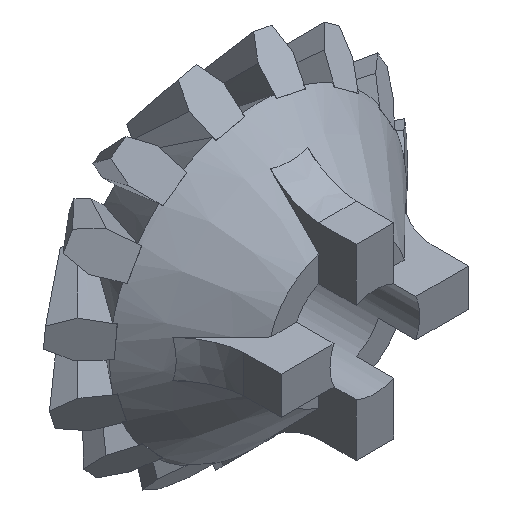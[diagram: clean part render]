
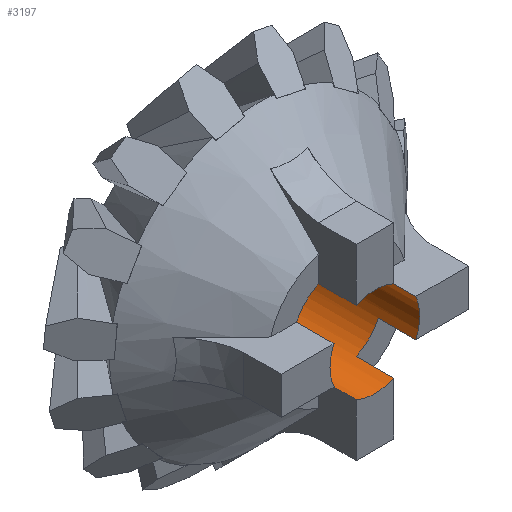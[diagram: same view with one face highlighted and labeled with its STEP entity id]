
A CAD part, isometric view. The second image highlights one B-rep face of the part: STEP entity #3197.
In plain terms, the highlighted cylindrical face has radius 6 mm (diameter 12 mm), a full revolution.
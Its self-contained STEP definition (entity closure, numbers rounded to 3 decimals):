
#172=CYLINDRICAL_SURFACE('',#3414,6.);
#231=CIRCLE('',#3415,6.);
#232=CIRCLE('',#3416,6.);
#233=CIRCLE('',#3417,6.);
#234=CIRCLE('',#3418,6.);
#235=CIRCLE('',#3419,6.);
#236=CIRCLE('',#3420,6.);
#237=CIRCLE('',#3421,6.);
#238=CIRCLE('',#3422,6.);
#239=CIRCLE('',#3423,6.);
#240=CIRCLE('',#3424,6.);
#280=FACE_OUTER_BOUND('',#458,.T.);
#458=EDGE_LOOP('',(#2268,#2269,#2270,#2271,#2272,#2273,#2274,#2275,#2276,
#2277,#2278,#2279,#2280,#2281,#2282,#2283,#2284,#2285,#2286,#2287));
#637=LINE('',#5025,#950);
#638=LINE('',#5029,#951);
#639=LINE('',#5033,#952);
#640=LINE('',#5037,#953);
#641=LINE('',#5041,#954);
#642=LINE('',#5045,#955);
#643=LINE('',#5049,#956);
#644=LINE('',#5053,#957);
#645=LINE('',#5057,#958);
#950=VECTOR('',#3667,6.);
#951=VECTOR('',#3670,10.);
#952=VECTOR('',#3673,10.);
#953=VECTOR('',#3676,10.);
#954=VECTOR('',#3679,10.);
#955=VECTOR('',#3682,10.);
#956=VECTOR('',#3685,10.);
#957=VECTOR('',#3688,10.);
#958=VECTOR('',#3691,10.);
#1432=VERTEX_POINT('',#5022);
#1433=VERTEX_POINT('',#5024);
#1434=VERTEX_POINT('',#5026);
#1435=VERTEX_POINT('',#5028);
#1436=VERTEX_POINT('',#5030);
#1437=VERTEX_POINT('',#5032);
#1438=VERTEX_POINT('',#5034);
#1439=VERTEX_POINT('',#5036);
#1440=VERTEX_POINT('',#5038);
#1441=VERTEX_POINT('',#5040);
#1442=VERTEX_POINT('',#5042);
#1443=VERTEX_POINT('',#5044);
#1444=VERTEX_POINT('',#5046);
#1445=VERTEX_POINT('',#5048);
#1446=VERTEX_POINT('',#5050);
#1447=VERTEX_POINT('',#5052);
#1448=VERTEX_POINT('',#5054);
#1449=VERTEX_POINT('',#5056);
#1761=EDGE_CURVE('',#1432,#1432,#231,.T.);
#1762=EDGE_CURVE('',#1432,#1433,#637,.T.);
#1763=EDGE_CURVE('',#1434,#1433,#232,.T.);
#1764=EDGE_CURVE('',#1435,#1434,#638,.T.);
#1765=EDGE_CURVE('',#1436,#1435,#233,.T.);
#1766=EDGE_CURVE('',#1437,#1436,#639,.T.);
#1767=EDGE_CURVE('',#1438,#1437,#234,.T.);
#1768=EDGE_CURVE('',#1439,#1438,#640,.T.);
#1769=EDGE_CURVE('',#1440,#1439,#235,.T.);
#1770=EDGE_CURVE('',#1441,#1440,#641,.T.);
#1771=EDGE_CURVE('',#1442,#1441,#236,.T.);
#1772=EDGE_CURVE('',#1443,#1442,#642,.T.);
#1773=EDGE_CURVE('',#1444,#1443,#237,.T.);
#1774=EDGE_CURVE('',#1445,#1444,#643,.T.);
#1775=EDGE_CURVE('',#1446,#1445,#238,.T.);
#1776=EDGE_CURVE('',#1447,#1446,#644,.T.);
#1777=EDGE_CURVE('',#1448,#1447,#239,.T.);
#1778=EDGE_CURVE('',#1449,#1448,#645,.T.);
#1779=EDGE_CURVE('',#1433,#1449,#240,.T.);
#2268=ORIENTED_EDGE('',*,*,#1761,.F.);
#2269=ORIENTED_EDGE('',*,*,#1762,.T.);
#2270=ORIENTED_EDGE('',*,*,#1763,.F.);
#2271=ORIENTED_EDGE('',*,*,#1764,.F.);
#2272=ORIENTED_EDGE('',*,*,#1765,.F.);
#2273=ORIENTED_EDGE('',*,*,#1766,.F.);
#2274=ORIENTED_EDGE('',*,*,#1767,.F.);
#2275=ORIENTED_EDGE('',*,*,#1768,.F.);
#2276=ORIENTED_EDGE('',*,*,#1769,.F.);
#2277=ORIENTED_EDGE('',*,*,#1770,.F.);
#2278=ORIENTED_EDGE('',*,*,#1771,.F.);
#2279=ORIENTED_EDGE('',*,*,#1772,.F.);
#2280=ORIENTED_EDGE('',*,*,#1773,.F.);
#2281=ORIENTED_EDGE('',*,*,#1774,.F.);
#2282=ORIENTED_EDGE('',*,*,#1775,.F.);
#2283=ORIENTED_EDGE('',*,*,#1776,.F.);
#2284=ORIENTED_EDGE('',*,*,#1777,.F.);
#2285=ORIENTED_EDGE('',*,*,#1778,.F.);
#2286=ORIENTED_EDGE('',*,*,#1779,.F.);
#2287=ORIENTED_EDGE('',*,*,#1762,.F.);
#3197=ADVANCED_FACE('',(#280),#172,.F.);
#3414=AXIS2_PLACEMENT_3D('',#5021,#3663,#3664);
#3415=AXIS2_PLACEMENT_3D('',#5023,#3665,#3666);
#3416=AXIS2_PLACEMENT_3D('',#5027,#3668,#3669);
#3417=AXIS2_PLACEMENT_3D('',#5031,#3671,#3672);
#3418=AXIS2_PLACEMENT_3D('',#5035,#3674,#3675);
#3419=AXIS2_PLACEMENT_3D('',#5039,#3677,#3678);
#3420=AXIS2_PLACEMENT_3D('',#5043,#3680,#3681);
#3421=AXIS2_PLACEMENT_3D('',#5047,#3683,#3684);
#3422=AXIS2_PLACEMENT_3D('',#5051,#3686,#3687);
#3423=AXIS2_PLACEMENT_3D('',#5055,#3689,#3690);
#3424=AXIS2_PLACEMENT_3D('',#5058,#3692,#3693);
#3663=DIRECTION('center_axis',(0.,-1.,0.));
#3664=DIRECTION('ref_axis',(1.,0.,0.));
#3665=DIRECTION('center_axis',(0.,-1.,0.));
#3666=DIRECTION('ref_axis',(1.,0.,0.));
#3667=DIRECTION('',(0.,-1.,0.));
#3668=DIRECTION('center_axis',(0.,1.,0.));
#3669=DIRECTION('ref_axis',(1.,0.,0.));
#3670=DIRECTION('',(0.,-1.,0.));
#3671=DIRECTION('center_axis',(0.,1.,0.));
#3672=DIRECTION('ref_axis',(1.,0.,0.));
#3673=DIRECTION('',(0.,1.,0.));
#3674=DIRECTION('center_axis',(0.,1.,0.));
#3675=DIRECTION('ref_axis',(1.,0.,0.));
#3676=DIRECTION('',(0.,-1.,0.));
#3677=DIRECTION('center_axis',(0.,1.,0.));
#3678=DIRECTION('ref_axis',(1.,0.,0.));
#3679=DIRECTION('',(0.,1.,0.));
#3680=DIRECTION('center_axis',(0.,1.,0.));
#3681=DIRECTION('ref_axis',(1.,0.,0.));
#3682=DIRECTION('',(0.,-1.,0.));
#3683=DIRECTION('center_axis',(0.,1.,0.));
#3684=DIRECTION('ref_axis',(1.,0.,0.));
#3685=DIRECTION('',(0.,1.,0.));
#3686=DIRECTION('center_axis',(0.,1.,0.));
#3687=DIRECTION('ref_axis',(1.,0.,0.));
#3688=DIRECTION('',(0.,-1.,0.));
#3689=DIRECTION('center_axis',(0.,1.,0.));
#3690=DIRECTION('ref_axis',(1.,0.,0.));
#3691=DIRECTION('',(0.,1.,0.));
#3692=DIRECTION('center_axis',(0.,1.,0.));
#3693=DIRECTION('ref_axis',(1.,0.,0.));
#5021=CARTESIAN_POINT('Origin',(0.,-12.386,0.));
#5022=CARTESIAN_POINT('',(-6.,-12.386,0.));
#5023=CARTESIAN_POINT('Origin',(0.,-12.386,0.));
#5024=CARTESIAN_POINT('',(-6.,-40.,0.));
#5025=CARTESIAN_POINT('',(-6.,-12.386,0.));
#5026=CARTESIAN_POINT('',(-5.454,-40.,-2.5));
#5027=CARTESIAN_POINT('Origin',(0.,-40.,0.));
#5028=CARTESIAN_POINT('',(-5.454,-35.,-2.5));
#5029=CARTESIAN_POINT('',(-5.454,-12.386,-2.5));
#5030=CARTESIAN_POINT('',(-2.5,-35.,-5.454));
#5031=CARTESIAN_POINT('Origin',(0.,-35.,0.));
#5032=CARTESIAN_POINT('',(-2.5,-40.,-5.454));
#5033=CARTESIAN_POINT('',(-2.5,-12.386,-5.454));
#5034=CARTESIAN_POINT('',(2.5,-40.,-5.454));
#5035=CARTESIAN_POINT('Origin',(0.,-40.,0.));
#5036=CARTESIAN_POINT('',(2.5,-35.,-5.454));
#5037=CARTESIAN_POINT('',(2.5,-12.386,-5.454));
#5038=CARTESIAN_POINT('',(5.454,-35.,-2.5));
#5039=CARTESIAN_POINT('Origin',(0.,-35.,0.));
#5040=CARTESIAN_POINT('',(5.454,-40.,-2.5));
#5041=CARTESIAN_POINT('',(5.454,-12.386,-2.5));
#5042=CARTESIAN_POINT('',(5.454,-40.,2.5));
#5043=CARTESIAN_POINT('Origin',(0.,-40.,0.));
#5044=CARTESIAN_POINT('',(5.454,-35.,2.5));
#5045=CARTESIAN_POINT('',(5.454,-12.386,2.5));
#5046=CARTESIAN_POINT('',(2.5,-35.,5.454));
#5047=CARTESIAN_POINT('Origin',(0.,-35.,0.));
#5048=CARTESIAN_POINT('',(2.5,-40.,5.454));
#5049=CARTESIAN_POINT('',(2.5,-12.386,5.454));
#5050=CARTESIAN_POINT('',(-2.5,-40.,5.454));
#5051=CARTESIAN_POINT('Origin',(0.,-40.,0.));
#5052=CARTESIAN_POINT('',(-2.5,-35.,5.454));
#5053=CARTESIAN_POINT('',(-2.5,-12.386,5.454));
#5054=CARTESIAN_POINT('',(-5.454,-35.,2.5));
#5055=CARTESIAN_POINT('Origin',(0.,-35.,0.));
#5056=CARTESIAN_POINT('',(-5.454,-40.,2.5));
#5057=CARTESIAN_POINT('',(-5.454,-12.386,2.5));
#5058=CARTESIAN_POINT('Origin',(0.,-40.,0.));
